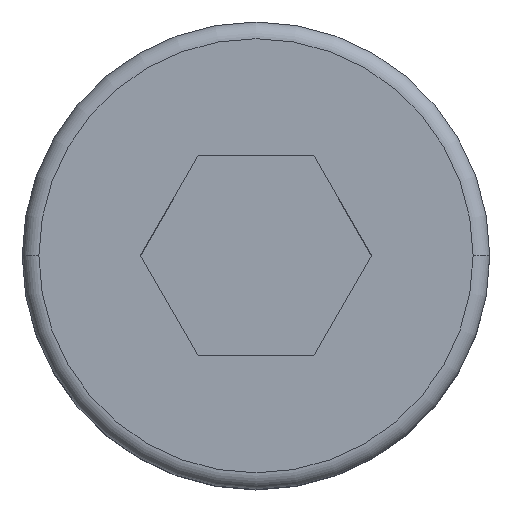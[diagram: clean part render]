
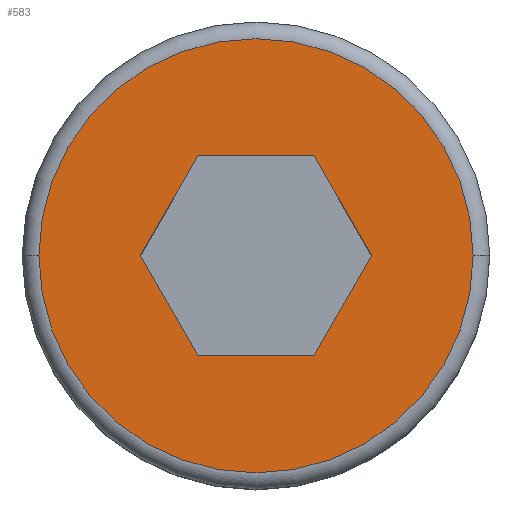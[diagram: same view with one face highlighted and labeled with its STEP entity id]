
A CAD part, top view. The second image highlights one B-rep face of the part: STEP entity #583.
In plain terms, the highlighted planar face has unit normal (0, 0, 1).
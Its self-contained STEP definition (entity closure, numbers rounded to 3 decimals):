
#1 = CARTESIAN_POINT ( 'NONE',  ( -0.866, 1.5, 4. ) ) ;
#5 = VERTEX_POINT ( 'NONE', #84 ) ;
#14 = LINE ( 'NONE', #495, #598 ) ;
#30 = CARTESIAN_POINT ( 'NONE',  ( -1.732, 0., 4. ) ) ;
#43 = LINE ( 'NONE', #194, #93 ) ;
#58 = CARTESIAN_POINT ( 'NONE',  ( 0., 0., 4. ) ) ;
#84 = CARTESIAN_POINT ( 'NONE',  ( 3.25, 0., 4. ) ) ;
#89 = CARTESIAN_POINT ( 'NONE',  ( 0.866, 1.5, 4. ) ) ;
#91 = DIRECTION ( 'NONE',  ( 0., 0., 1. ) ) ;
#93 = VECTOR ( 'NONE', #230, 1000. ) ;
#104 = EDGE_CURVE ( 'NONE', #175, #573, #338, .T. ) ;
#132 = CARTESIAN_POINT ( 'NONE',  ( 0.866, 1.5, 4. ) ) ;
#140 = CARTESIAN_POINT ( 'NONE',  ( -3.25, 0., 4. ) ) ;
#144 = FACE_BOUND ( 'NONE', #372, .T. ) ;
#155 = VERTEX_POINT ( 'NONE', #140 ) ;
#157 = AXIS2_PLACEMENT_3D ( 'NONE', #58, #337, #246 ) ;
#170 = CARTESIAN_POINT ( 'NONE',  ( 0.866, -1.5, 4. ) ) ;
#175 = VERTEX_POINT ( 'NONE', #487 ) ;
#176 = DIRECTION ( 'NONE',  ( 1., 0., 0. ) ) ;
#179 = DIRECTION ( 'NONE',  ( 0., 0., 1. ) ) ;
#180 = VECTOR ( 'NONE', #521, 1000. ) ;
#189 = EDGE_CURVE ( 'NONE', #340, #386, #261, .T. ) ;
#194 = CARTESIAN_POINT ( 'NONE',  ( 1.732, 0., 4. ) ) ;
#217 = LINE ( 'NONE', #89, #613 ) ;
#230 = DIRECTION ( 'NONE',  ( -0.5, 0.866, 0. ) ) ;
#246 = DIRECTION ( 'NONE',  ( 1., 0., 0. ) ) ;
#257 = EDGE_CURVE ( 'NONE', #262, #340, #14, .T. ) ;
#261 = LINE ( 'NONE', #499, #294 ) ;
#262 = VERTEX_POINT ( 'NONE', #438 ) ;
#285 = CARTESIAN_POINT ( 'NONE',  ( 0., 0., 4. ) ) ;
#294 = VECTOR ( 'NONE', #444, 1000. ) ;
#295 = ORIENTED_EDGE ( 'NONE', *, *, #360, .F. ) ;
#312 = DIRECTION ( 'NONE',  ( 1., 0., 0. ) ) ;
#325 = VERTEX_POINT ( 'NONE', #132 ) ;
#334 = FACE_OUTER_BOUND ( 'NONE', #582, .T. ) ;
#337 = DIRECTION ( 'NONE',  ( 0., 0., 1. ) ) ;
#338 = LINE ( 'NONE', #1, #180 ) ;
#340 = VERTEX_POINT ( 'NONE', #170 ) ;
#341 = EDGE_CURVE ( 'NONE', #325, #175, #217, .T. ) ;
#360 = EDGE_CURVE ( 'NONE', #573, #262, #609, .T. ) ;
#369 = EDGE_CURVE ( 'NONE', #155, #5, #401, .T. ) ;
#372 = EDGE_LOOP ( 'NONE', ( #486, #375, #434, #295, #595, #553 ) ) ;
#373 = CIRCLE ( 'NONE', #381, 3.25 ) ;
#375 = ORIENTED_EDGE ( 'NONE', *, *, #189, .F. ) ;
#381 = AXIS2_PLACEMENT_3D ( 'NONE', #285, #91, #467 ) ;
#386 = VERTEX_POINT ( 'NONE', #460 ) ;
#401 = CIRCLE ( 'NONE', #507, 3.25 ) ;
#420 = DIRECTION ( 'NONE',  ( -1., 0., 0. ) ) ;
#434 = ORIENTED_EDGE ( 'NONE', *, *, #257, .F. ) ;
#438 = CARTESIAN_POINT ( 'NONE',  ( -0.866, -1.5, 4. ) ) ;
#444 = DIRECTION ( 'NONE',  ( 0.5, 0.866, 0. ) ) ;
#460 = CARTESIAN_POINT ( 'NONE',  ( 1.732, 0., 4. ) ) ;
#466 = VECTOR ( 'NONE', #606, 1000. ) ;
#467 = DIRECTION ( 'NONE',  ( 1., 0., 0. ) ) ;
#481 = CARTESIAN_POINT ( 'NONE',  ( -1.732, 0., 4. ) ) ;
#486 = ORIENTED_EDGE ( 'NONE', *, *, #610, .F. ) ;
#487 = CARTESIAN_POINT ( 'NONE',  ( -0.866, 1.5, 4. ) ) ;
#495 = CARTESIAN_POINT ( 'NONE',  ( -0.866, -1.5, 4. ) ) ;
#499 = CARTESIAN_POINT ( 'NONE',  ( 0.866, -1.5, 4. ) ) ;
#507 = AXIS2_PLACEMENT_3D ( 'NONE', #565, #179, #176 ) ;
#513 = EDGE_CURVE ( 'NONE', #5, #155, #373, .T. ) ;
#521 = DIRECTION ( 'NONE',  ( -0.5, -0.866, 0. ) ) ;
#553 = ORIENTED_EDGE ( 'NONE', *, *, #341, .F. ) ;
#565 = CARTESIAN_POINT ( 'NONE',  ( 0., 0., 4. ) ) ;
#566 = ORIENTED_EDGE ( 'NONE', *, *, #513, .T. ) ;
#573 = VERTEX_POINT ( 'NONE', #481 ) ;
#582 = EDGE_LOOP ( 'NONE', ( #566, #586 ) ) ;
#583 = ADVANCED_FACE ( 'NONE', ( #144, #334 ), #589, .T. ) ;
#586 = ORIENTED_EDGE ( 'NONE', *, *, #369, .T. ) ;
#589 = PLANE ( 'NONE',  #157 ) ;
#595 = ORIENTED_EDGE ( 'NONE', *, *, #104, .F. ) ;
#598 = VECTOR ( 'NONE', #312, 1000. ) ;
#606 = DIRECTION ( 'NONE',  ( 0.5, -0.866, 0. ) ) ;
#609 = LINE ( 'NONE', #30, #466 ) ;
#610 = EDGE_CURVE ( 'NONE', #386, #325, #43, .T. ) ;
#613 = VECTOR ( 'NONE', #420, 1000. ) ;
